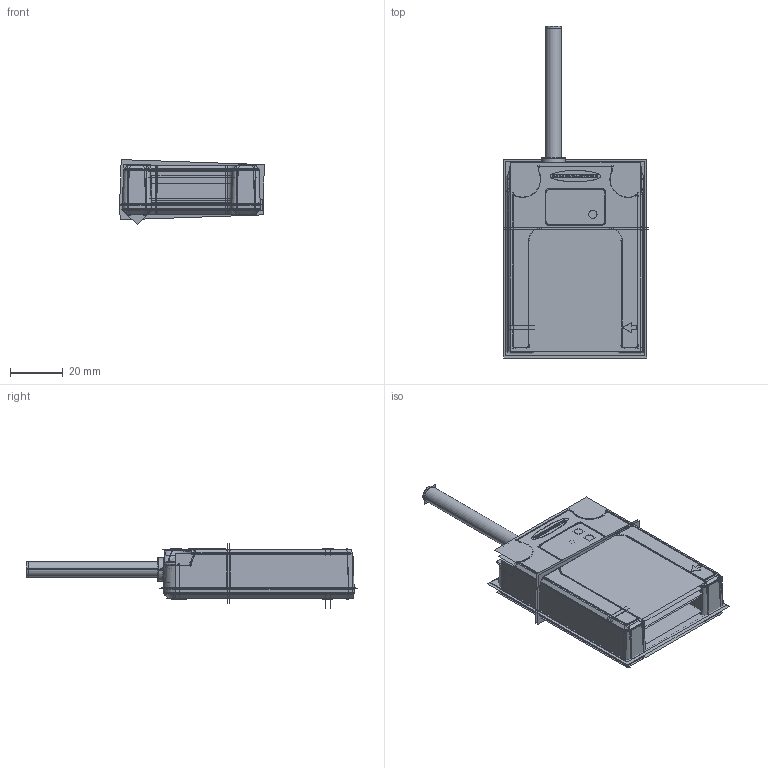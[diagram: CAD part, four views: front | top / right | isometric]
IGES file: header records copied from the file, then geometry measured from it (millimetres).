
Start section:  PTC IGES file: 188676.igs
Global section: file name: 188676.igs; native system: Creo Parametric by Parametric Technology Corporation; preprocessor: 2013230; author: pdmadmin; organization: Unknown; date: 20151021.141248; units: millimetre
Bounding box: 54.69 x 125.39 x 24.46 mm (x, y, z)
Volume: 22174.8 mm3; surface area: 257184.1 mm2
Topology: 6 solids, 6 shells, 2158 faces, 10754 edges, 13392 vertices
Faces by surface type: bspline 1118, revolution 794, extrusion 246
